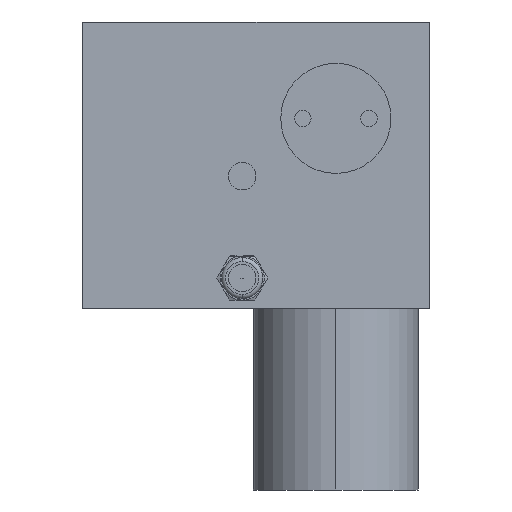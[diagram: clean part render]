
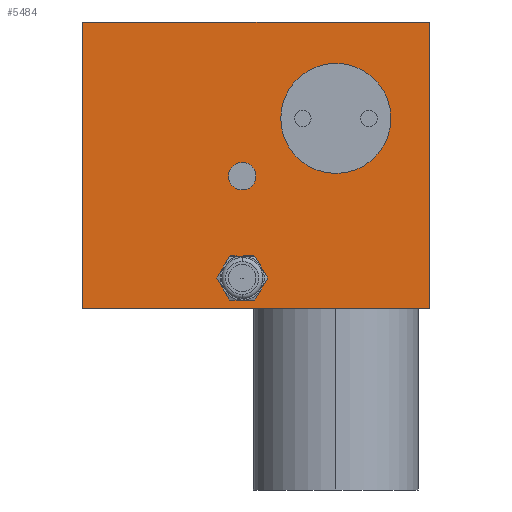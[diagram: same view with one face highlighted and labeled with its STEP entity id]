
A CAD part, left-side view. The second image highlights one B-rep face of the part: STEP entity #5484.
In plain terms, the highlighted planar face has unit normal (-1, 0, 0).
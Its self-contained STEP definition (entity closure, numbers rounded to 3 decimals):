
#17=DIRECTION('',(0.,-1.,0.));
#18=VECTOR('',#17,63.);
#19=CARTESIAN_POINT('',(0.,63.,0.));
#20=LINE('',#19,#18);
#639=DIRECTION('',(0.,0.,1.));
#640=VECTOR('',#639,52.);
#641=CARTESIAN_POINT('',(0.,63.,-52.));
#642=LINE('',#641,#640);
#683=DIRECTION('',(0.,-1.,0.));
#684=VECTOR('',#683,63.);
#685=CARTESIAN_POINT('',(0.,63.,-52.));
#686=LINE('',#685,#684);
#687=DIRECTION('',(0.,0.,1.));
#688=VECTOR('',#687,52.);
#689=CARTESIAN_POINT('',(0.,0.,-52.));
#690=LINE('',#689,#688);
#691=CARTESIAN_POINT('',(0.,17.,-17.5));
#692=DIRECTION('',(1.,0.,0.));
#693=DIRECTION('',(0.,0.,-1.));
#694=AXIS2_PLACEMENT_3D('',#691,#692,#693);
#696=CARTESIAN_POINT('',(0.,17.,-17.5));
#697=DIRECTION('',(1.,0.,0.));
#698=DIRECTION('',(0.,0.,1.));
#699=AXIS2_PLACEMENT_3D('',#696,#697,#698);
#701=CARTESIAN_POINT('',(0.,34.,-28.));
#702=DIRECTION('',(1.,0.,0.));
#703=DIRECTION('',(0.,0.,-1.));
#704=AXIS2_PLACEMENT_3D('',#701,#702,#703);
#706=CARTESIAN_POINT('',(0.,34.,-28.));
#707=DIRECTION('',(1.,0.,0.));
#708=DIRECTION('',(0.,0.,1.));
#709=AXIS2_PLACEMENT_3D('',#706,#707,#708);
#711=CARTESIAN_POINT('',(0.,34.,-46.5));
#712=DIRECTION('',(-1.,0.,0.));
#713=DIRECTION('',(0.,-0.866,0.5));
#714=AXIS2_PLACEMENT_3D('',#711,#712,#713);
#716=CARTESIAN_POINT('',(0.,34.,-46.5));
#717=DIRECTION('',(-1.,0.,0.));
#718=DIRECTION('',(0.,0.,1.));
#719=AXIS2_PLACEMENT_3D('',#716,#717,#718);
#721=CARTESIAN_POINT('',(0.,34.,-46.5));
#722=DIRECTION('',(-1.,0.,0.));
#723=DIRECTION('',(0.,0.866,0.5));
#724=AXIS2_PLACEMENT_3D('',#721,#722,#723);
#726=CARTESIAN_POINT('',(0.,34.,-46.5));
#727=DIRECTION('',(-1.,0.,0.));
#728=DIRECTION('',(0.,0.866,-0.5));
#729=AXIS2_PLACEMENT_3D('',#726,#727,#728);
#731=CARTESIAN_POINT('',(0.,34.,-46.5));
#732=DIRECTION('',(-1.,0.,0.));
#733=DIRECTION('',(0.,0.,-1.));
#734=AXIS2_PLACEMENT_3D('',#731,#732,#733);
#736=CARTESIAN_POINT('',(0.,34.,-46.5));
#737=DIRECTION('',(-1.,0.,0.));
#738=DIRECTION('',(0.,-0.866,-0.5));
#739=AXIS2_PLACEMENT_3D('',#736,#737,#738);
#3815=CARTESIAN_POINT('',(0.,0.,-52.));
#3816=VERTEX_POINT('',#3815);
#3817=CARTESIAN_POINT('',(0.,63.,-52.));
#3818=VERTEX_POINT('',#3817);
#3831=CARTESIAN_POINT('',(0.,0.,0.));
#3832=VERTEX_POINT('',#3831);
#3837=CARTESIAN_POINT('',(0.,63.,0.));
#3838=VERTEX_POINT('',#3837);
#3839=CARTESIAN_POINT('',(0.,17.,-27.5));
#3840=CARTESIAN_POINT('',(0.,17.,-7.5));
#3841=VERTEX_POINT('',#3839);
#3842=VERTEX_POINT('',#3840);
#3843=CARTESIAN_POINT('',(0.,34.,-30.5));
#3844=CARTESIAN_POINT('',(0.,34.,-25.5));
#3845=VERTEX_POINT('',#3843);
#3846=VERTEX_POINT('',#3844);
#4865=CARTESIAN_POINT('',(0.,30.536,-44.5));
#4866=CARTESIAN_POINT('',(0.,34.,-42.5));
#4867=VERTEX_POINT('',#4865);
#4868=VERTEX_POINT('',#4866);
#4869=CARTESIAN_POINT('',(0.,37.464,-48.5));
#4870=CARTESIAN_POINT('',(0.,34.,-50.5));
#4871=VERTEX_POINT('',#4869);
#4872=VERTEX_POINT('',#4870);
#4873=CARTESIAN_POINT('',(0.,30.536,-48.5));
#4874=VERTEX_POINT('',#4873);
#4875=CARTESIAN_POINT('',(0.,37.464,-44.5));
#4876=VERTEX_POINT('',#4875);
#5446=CARTESIAN_POINT('',(0.,31.5,-26.));
#5447=DIRECTION('',(1.,0.,0.));
#5448=DIRECTION('',(0.,-1.,0.));
#5449=AXIS2_PLACEMENT_3D('',#5446,#5447,#5448);
#5450=PLANE('',#5449);
#5451=ORIENTED_EDGE('',*,*,#5331,.F.);
#5452=ORIENTED_EDGE('',*,*,#5417,.T.);
#5453=ORIENTED_EDGE('',*,*,#4904,.T.);
#5455=ORIENTED_EDGE('',*,*,#5454,.F.);
#5456=EDGE_LOOP('',(#5451,#5452,#5453,#5455));
#5457=FACE_OUTER_BOUND('',#5456,.F.);
#5459=ORIENTED_EDGE('',*,*,#5458,.F.);
#5461=ORIENTED_EDGE('',*,*,#5460,.F.);
#5462=EDGE_LOOP('',(#5459,#5461));
#5463=FACE_BOUND('',#5462,.F.);
#5465=ORIENTED_EDGE('',*,*,#5464,.F.);
#5467=ORIENTED_EDGE('',*,*,#5466,.F.);
#5468=EDGE_LOOP('',(#5465,#5467));
#5469=FACE_BOUND('',#5468,.F.);
#5471=ORIENTED_EDGE('',*,*,#5470,.T.);
#5473=ORIENTED_EDGE('',*,*,#5472,.T.);
#5475=ORIENTED_EDGE('',*,*,#5474,.T.);
#5477=ORIENTED_EDGE('',*,*,#5476,.T.);
#5479=ORIENTED_EDGE('',*,*,#5478,.T.);
#5481=ORIENTED_EDGE('',*,*,#5480,.T.);
#5482=EDGE_LOOP('',(#5471,#5473,#5475,#5477,#5479,#5481));
#5483=FACE_BOUND('',#5482,.F.);
#5484=ADVANCED_FACE('',(#5457,#5463,#5469,#5483),#5450,.F.);
#695=CIRCLE('',#694,10.);
#700=CIRCLE('',#699,10.);
#705=CIRCLE('',#704,2.5);
#710=CIRCLE('',#709,2.5);
#715=CIRCLE('',#714,4.);
#720=CIRCLE('',#719,4.);
#725=CIRCLE('',#724,4.);
#730=CIRCLE('',#729,4.);
#735=CIRCLE('',#734,4.);
#740=CIRCLE('',#739,4.);
#4904=EDGE_CURVE('',#3838,#3832,#20,.T.);
#5331=EDGE_CURVE('',#3818,#3816,#686,.T.);
#5417=EDGE_CURVE('',#3818,#3838,#642,.T.);
#5454=EDGE_CURVE('',#3816,#3832,#690,.T.);
#5458=EDGE_CURVE('',#3841,#3842,#695,.T.);
#5460=EDGE_CURVE('',#3842,#3841,#700,.T.);
#5464=EDGE_CURVE('',#3845,#3846,#705,.T.);
#5466=EDGE_CURVE('',#3846,#3845,#710,.T.);
#5470=EDGE_CURVE('',#4867,#4868,#715,.T.);
#5472=EDGE_CURVE('',#4868,#4876,#720,.T.);
#5474=EDGE_CURVE('',#4876,#4871,#725,.T.);
#5476=EDGE_CURVE('',#4871,#4872,#730,.T.);
#5478=EDGE_CURVE('',#4872,#4874,#735,.T.);
#5480=EDGE_CURVE('',#4874,#4867,#740,.T.);
